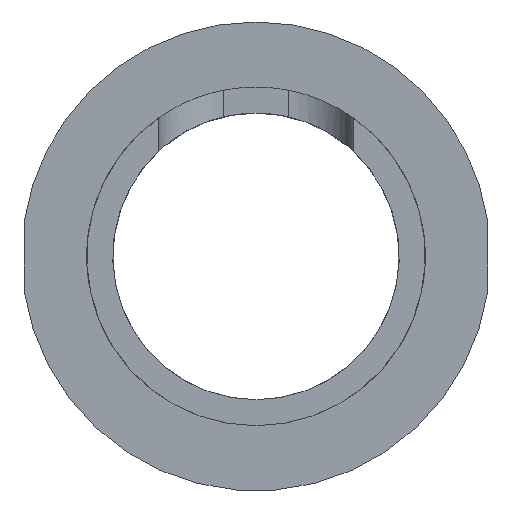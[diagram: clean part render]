
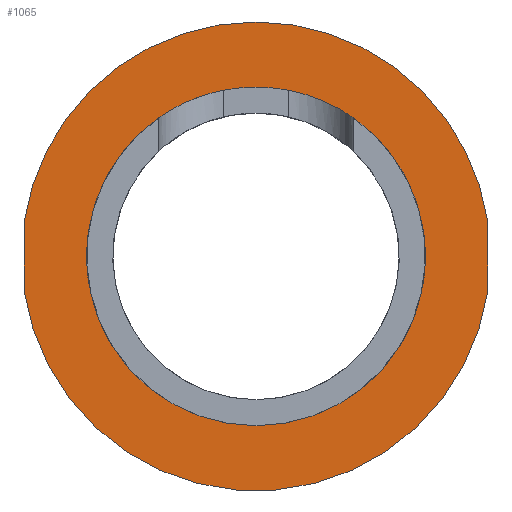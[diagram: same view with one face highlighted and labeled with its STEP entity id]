
A CAD part, left-side view. The second image highlights one B-rep face of the part: STEP entity #1065.
In plain terms, the highlighted planar face has unit normal (-1, 0, 0).
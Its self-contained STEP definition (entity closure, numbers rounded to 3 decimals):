
#62 = EDGE_LOOP ( 'NONE', ( #264, #1368 ) ) ;
#63 = LINE ( 'NONE', #422, #294 ) ;
#77 = DIRECTION ( 'NONE',  ( 0., 0., 1. ) ) ;
#101 = CARTESIAN_POINT ( 'NONE',  ( 33., 0., 0. ) ) ;
#114 = ORIENTED_EDGE ( 'NONE', *, *, #985, .T. ) ;
#150 = CIRCLE ( 'NONE', #1235, 18. ) ;
#174 = CIRCLE ( 'NONE', #245, 13. ) ;
#185 = CARTESIAN_POINT ( 'NONE',  ( 33., 0., -13. ) ) ;
#221 = AXIS2_PLACEMENT_3D ( 'NONE', #674, #1037, #1024 ) ;
#226 = EDGE_CURVE ( 'NONE', #865, #617, #1400, .T. ) ;
#245 = AXIS2_PLACEMENT_3D ( 'NONE', #883, #292, #77 ) ;
#264 = ORIENTED_EDGE ( 'NONE', *, *, #909, .F. ) ;
#292 = DIRECTION ( 'NONE',  ( -1., 0., 0. ) ) ;
#294 = VECTOR ( 'NONE', #769, 1000. ) ;
#341 = CIRCLE ( 'NONE', #221, 18. ) ;
#391 = CIRCLE ( 'NONE', #1485, 18. ) ;
#414 = AXIS2_PLACEMENT_3D ( 'NONE', #697, #1387, #1133 ) ;
#422 = CARTESIAN_POINT ( 'NONE',  ( 33., -17.8, 0. ) ) ;
#423 = CARTESIAN_POINT ( 'NONE',  ( 33., 17.8, -2.676 ) ) ;
#435 = VECTOR ( 'NONE', #677, 1000. ) ;
#437 = AXIS2_PLACEMENT_3D ( 'NONE', #823, #1294, #1315 ) ;
#467 = ORIENTED_EDGE ( 'NONE', *, *, #511, .T. ) ;
#510 = FACE_OUTER_BOUND ( 'NONE', #1120, .T. ) ;
#511 = EDGE_CURVE ( 'NONE', #1363, #865, #150, .T. ) ;
#567 = ORIENTED_EDGE ( 'NONE', *, *, #870, .T. ) ;
#595 = DIRECTION ( 'NONE',  ( 0., 0., 1. ) ) ;
#597 = VERTEX_POINT ( 'NONE', #185 ) ;
#617 = VERTEX_POINT ( 'NONE', #423 ) ;
#619 = DIRECTION ( 'NONE',  ( -1., 0., 0. ) ) ;
#663 = VERTEX_POINT ( 'NONE', #1495 ) ;
#674 = CARTESIAN_POINT ( 'NONE',  ( 33., 0., 0. ) ) ;
#677 = DIRECTION ( 'NONE',  ( 0., 0., -1. ) ) ;
#697 = CARTESIAN_POINT ( 'NONE',  ( 33., 0., 0. ) ) ;
#707 = CARTESIAN_POINT ( 'NONE',  ( 33., 0., 0. ) ) ;
#711 = CARTESIAN_POINT ( 'NONE',  ( 33., 17.8, 0. ) ) ;
#720 = FACE_BOUND ( 'NONE', #62, .T. ) ;
#721 = ORIENTED_EDGE ( 'NONE', *, *, #226, .T. ) ;
#769 = DIRECTION ( 'NONE',  ( 0., 0., 1. ) ) ;
#777 = CIRCLE ( 'NONE', #414, 13. ) ;
#782 = EDGE_CURVE ( 'NONE', #663, #1150, #63, .T. ) ;
#794 = EDGE_CURVE ( 'NONE', #597, #1249, #174, .T. ) ;
#823 = CARTESIAN_POINT ( 'NONE',  ( 33., 18., 0. ) ) ;
#847 = PLANE ( 'NONE',  #437 ) ;
#865 = VERTEX_POINT ( 'NONE', #1466 ) ;
#870 = EDGE_CURVE ( 'NONE', #1150, #1363, #341, .T. ) ;
#883 = CARTESIAN_POINT ( 'NONE',  ( 33., 0., 0. ) ) ;
#909 = EDGE_CURVE ( 'NONE', #1249, #597, #777, .T. ) ;
#966 = CARTESIAN_POINT ( 'NONE',  ( 33., 0., 13. ) ) ;
#985 = EDGE_CURVE ( 'NONE', #617, #663, #391, .T. ) ;
#1024 = DIRECTION ( 'NONE',  ( 0., 0., 1. ) ) ;
#1037 = DIRECTION ( 'NONE',  ( -1., 0., 0. ) ) ;
#1060 = ORIENTED_EDGE ( 'NONE', *, *, #782, .T. ) ;
#1065 = ADVANCED_FACE ( 'NONE', ( #720, #510 ), #847, .F. ) ;
#1120 = EDGE_LOOP ( 'NONE', ( #567, #467, #721, #114, #1060 ) ) ;
#1128 = DIRECTION ( 'NONE',  ( -1., 0., 0. ) ) ;
#1133 = DIRECTION ( 'NONE',  ( 0., 0., 1. ) ) ;
#1150 = VERTEX_POINT ( 'NONE', #1477 ) ;
#1231 = DIRECTION ( 'NONE',  ( 0., 0., 1. ) ) ;
#1233 = CARTESIAN_POINT ( 'NONE',  ( 33., 0., 18. ) ) ;
#1235 = AXIS2_PLACEMENT_3D ( 'NONE', #101, #1128, #1231 ) ;
#1249 = VERTEX_POINT ( 'NONE', #966 ) ;
#1294 = DIRECTION ( 'NONE',  ( 1., 0., 0. ) ) ;
#1315 = DIRECTION ( 'NONE',  ( 0., 0., -1. ) ) ;
#1363 = VERTEX_POINT ( 'NONE', #1233 ) ;
#1368 = ORIENTED_EDGE ( 'NONE', *, *, #794, .F. ) ;
#1387 = DIRECTION ( 'NONE',  ( -1., 0., 0. ) ) ;
#1400 = LINE ( 'NONE', #711, #435 ) ;
#1466 = CARTESIAN_POINT ( 'NONE',  ( 33., 17.8, 2.676 ) ) ;
#1477 = CARTESIAN_POINT ( 'NONE',  ( 33., -17.8, 2.676 ) ) ;
#1485 = AXIS2_PLACEMENT_3D ( 'NONE', #707, #619, #595 ) ;
#1495 = CARTESIAN_POINT ( 'NONE',  ( 33., -17.8, -2.676 ) ) ;
